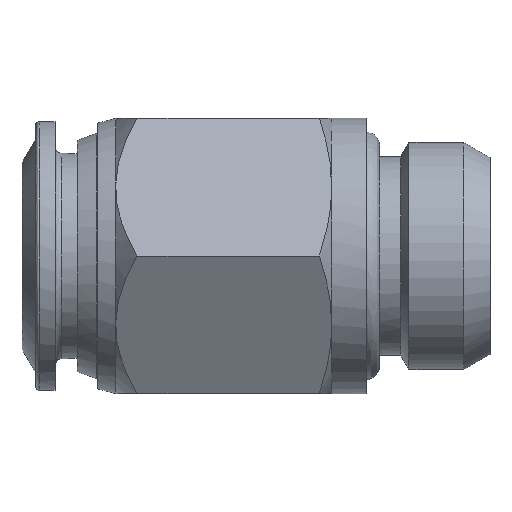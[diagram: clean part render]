
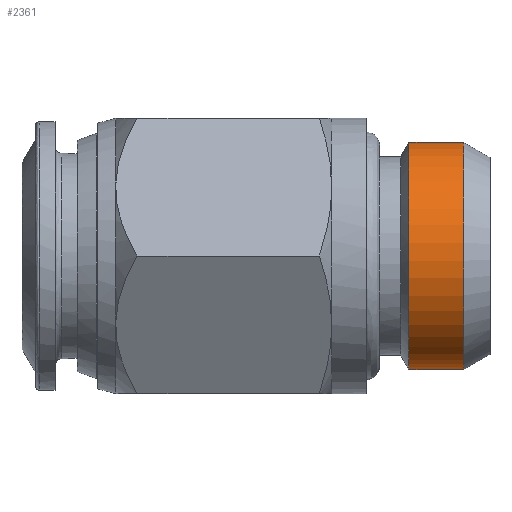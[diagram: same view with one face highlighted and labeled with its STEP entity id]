
A CAD part, left-side view. The second image highlights one B-rep face of the part: STEP entity #2361.
In plain terms, the highlighted free-form (B-spline) face has degree [1, 3] with [2, 4] control points.
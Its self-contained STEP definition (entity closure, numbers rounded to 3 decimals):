
#47 = CARTESIAN_POINT ( 'NONE',  ( -16.5, 5.894, -8.25 ) ) ;
#66 = CARTESIAN_POINT ( 'NONE',  ( 0., 5.894, 8.25 ) ) ;
#213 = EDGE_CURVE ( 'NONE', #4388, #1667, #609, .T. ) ;
#296 = EDGE_CURVE ( 'NONE', #1127, #2842, #3483, .T. ) ;
#421 = CARTESIAN_POINT ( 'NONE',  ( -16.5, 5.894, 8.25 ) ) ;
#552 = CARTESIAN_POINT ( 'NONE',  ( 0., 5.894, 8.25 ) ) ;
#609 = B_SPLINE_CURVE_WITH_KNOTS ( 'NONE', 1,
 ( #1832, #758 ),
 .UNSPECIFIED., .F., .F.,
 ( 2, 2 ),
 ( -1., 0. ),
 .UNSPECIFIED. ) ;
#679 = FACE_OUTER_BOUND ( 'NONE', #3832, .T. ) ;
#758 = CARTESIAN_POINT ( 'NONE',  ( 0., 1.905, 8.25 ) ) ;
#903 = CARTESIAN_POINT ( 'NONE',  ( 0., 5.894, 8.25 ) ) ;
#983 =( BOUNDED_CURVE ( )  B_SPLINE_CURVE ( 3, ( #903, #1651, #2047, #4562 ),
 .UNSPECIFIED., .F., .T. ) 
 B_SPLINE_CURVE_WITH_KNOTS ( ( 4, 4 ),
 ( -3.142, 0. ),
 .UNSPECIFIED. ) 
 CURVE ( )  GEOMETRIC_REPRESENTATION_ITEM ( )  RATIONAL_B_SPLINE_CURVE ( ( 1., 0.333, 0.333, 1. ) ) 
 REPRESENTATION_ITEM ( '' )  );
#1127 = VERTEX_POINT ( 'NONE', #4108 ) ;
#1138 = CARTESIAN_POINT ( 'NONE',  ( 0., 1.905, -8.25 ) ) ;
#1493 = CARTESIAN_POINT ( 'NONE',  ( -16.5, 1.905, -8.25 ) ) ;
#1651 = CARTESIAN_POINT ( 'NONE',  ( -16.5, 5.894, 8.25 ) ) ;
#1667 = VERTEX_POINT ( 'NONE', #3447 ) ;
#1731 = EDGE_CURVE ( 'NONE', #4388, #2842, #983, .T. ) ;
#1832 = CARTESIAN_POINT ( 'NONE',  ( 0., 5.894, 8.25 ) ) ;
#1859 = CARTESIAN_POINT ( 'NONE',  ( 0., 1.905, 8.25 ) ) ;
#2047 = CARTESIAN_POINT ( 'NONE',  ( -16.5, 5.894, -8.25 ) ) ;
#2244 = CARTESIAN_POINT ( 'NONE',  ( 0., 1.905, -8.25 ) ) ;
#2272 = CARTESIAN_POINT ( 'NONE',  ( 0., 1.905, -8.25 ) ) ;
#2283 =( BOUNDED_SURFACE ( )  B_SPLINE_SURFACE ( 1, 3, ( 
 ( #66, #421, #47, #2973 ),
 ( #1859, #3308, #1493, #1138 ) ),
 .UNSPECIFIED., .F., .F., .F. ) 
 B_SPLINE_SURFACE_WITH_KNOTS ( ( 2, 2 ),
 ( 4, 4 ),
 ( 0., 1. ),
 ( 0., 1. ),
 .UNSPECIFIED. ) 
 GEOMETRIC_REPRESENTATION_ITEM ( )  RATIONAL_B_SPLINE_SURFACE ( (
 ( 1., 0.333, 0.333, 1.),
 ( 1., 0.333, 0.333, 1.) ) ) 
 REPRESENTATION_ITEM ( '' )  SURFACE ( )  );
#2329 = ORIENTED_EDGE ( 'NONE', *, *, #1731, .T. ) ;
#2361 = ADVANCED_FACE ( 'NONE', ( #679 ), #2283, .F. ) ;
#2610 = CARTESIAN_POINT ( 'NONE',  ( 0., 1.905, 8.25 ) ) ;
#2746 = ORIENTED_EDGE ( 'NONE', *, *, #296, .F. ) ;
#2842 = VERTEX_POINT ( 'NONE', #3506 ) ;
#2973 = CARTESIAN_POINT ( 'NONE',  ( 0., 5.894, -8.25 ) ) ;
#2990 = CARTESIAN_POINT ( 'NONE',  ( 0., 5.894, -8.25 ) ) ;
#2994 = CARTESIAN_POINT ( 'NONE',  ( -16.5, 1.905, -8.25 ) ) ;
#3308 = CARTESIAN_POINT ( 'NONE',  ( -16.5, 1.905, 8.25 ) ) ;
#3447 = CARTESIAN_POINT ( 'NONE',  ( 0., 1.905, 8.25 ) ) ;
#3483 = B_SPLINE_CURVE_WITH_KNOTS ( 'NONE', 1,
 ( #2272, #2990 ),
 .UNSPECIFIED., .F., .F.,
 ( 2, 2 ),
 ( -1., 0. ),
 .UNSPECIFIED. ) ;
#3506 = CARTESIAN_POINT ( 'NONE',  ( 0., 5.894, -8.25 ) ) ;
#3603 =( BOUNDED_CURVE ( )  B_SPLINE_CURVE ( 3, ( #2610, #4421, #2994, #2244 ),
 .UNSPECIFIED., .F., .F. ) 
 B_SPLINE_CURVE_WITH_KNOTS ( ( 4, 4 ),
 ( -3.142, 0. ),
 .UNSPECIFIED. ) 
 CURVE ( )  GEOMETRIC_REPRESENTATION_ITEM ( )  RATIONAL_B_SPLINE_CURVE ( ( 1., 0.333, 0.333, 1. ) ) 
 REPRESENTATION_ITEM ( '' )  );
#3659 = ORIENTED_EDGE ( 'NONE', *, *, #213, .F. ) ;
#3832 = EDGE_LOOP ( 'NONE', ( #2329, #2746, #4639, #3659 ) ) ;
#4108 = CARTESIAN_POINT ( 'NONE',  ( 0., 1.905, -8.25 ) ) ;
#4267 = EDGE_CURVE ( 'NONE', #1667, #1127, #3603, .T. ) ;
#4388 = VERTEX_POINT ( 'NONE', #552 ) ;
#4421 = CARTESIAN_POINT ( 'NONE',  ( -16.5, 1.905, 8.25 ) ) ;
#4562 = CARTESIAN_POINT ( 'NONE',  ( 0., 5.894, -8.25 ) ) ;
#4639 = ORIENTED_EDGE ( 'NONE', *, *, #4267, .F. ) ;
